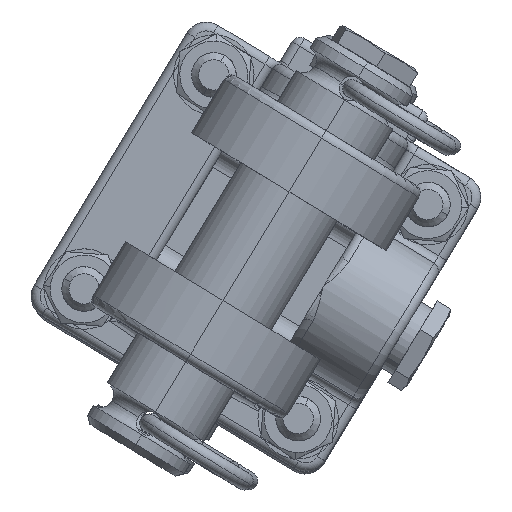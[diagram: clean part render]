
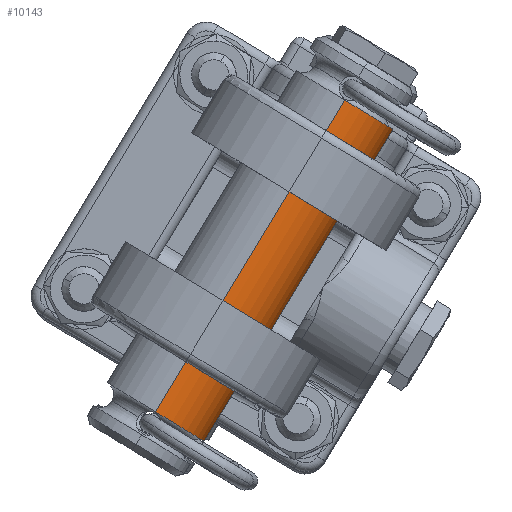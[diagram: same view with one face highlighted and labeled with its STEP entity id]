
A CAD part, top view. The second image highlights one B-rep face of the part: STEP entity #10143.
In plain terms, the highlighted cylindrical face has radius 12.65 mm (diameter 25.3 mm), a partial arc.
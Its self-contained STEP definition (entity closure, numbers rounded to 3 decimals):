
#804 = EDGE_CURVE ( 'NONE', #18678, #4079, #7423, .T. ) ;
#2062 = EDGE_CURVE ( 'NONE', #13329, #4079, #5109, .T. ) ;
#2615 = CARTESIAN_POINT ( 'NONE',  ( 91.6, -12.65, 0. ) ) ;
#2657 = ORIENTED_EDGE ( 'NONE', *, *, #2062, .T. ) ;
#3157 = CARTESIAN_POINT ( 'NONE',  ( 10., 0., 0. ) ) ;
#3255 = CARTESIAN_POINT ( 'NONE',  ( 10., 0., 0. ) ) ;
#3435 = VECTOR ( 'NONE', #18690, 1000. ) ;
#3958 = LINE ( 'NONE', #12293, #3435 ) ;
#4079 = VERTEX_POINT ( 'NONE', #2615 ) ;
#4345 = EDGE_CURVE ( 'NONE', #4765, #13329, #10446, .T. ) ;
#4765 = VERTEX_POINT ( 'NONE', #20378 ) ;
#4828 = CARTESIAN_POINT ( 'NONE',  ( 10., -12.65, 0. ) ) ;
#5109 = LINE ( 'NONE', #12228, #11951 ) ;
#7423 = CIRCLE ( 'NONE', #12500, 12.65 ) ;
#7592 = DIRECTION ( 'NONE',  ( 1., 0., 0. ) ) ;
#10143 = ADVANCED_FACE ( 'NONE', ( #16601 ), #20696, .T. ) ;
#10446 = CIRCLE ( 'NONE', #11590, 12.65 ) ;
#11101 = ORIENTED_EDGE ( 'NONE', *, *, #20723, .F. ) ;
#11590 = AXIS2_PLACEMENT_3D ( 'NONE', #3255, #14680, #19605 ) ;
#11951 = VECTOR ( 'NONE', #16971, 1000. ) ;
#12198 = DIRECTION ( 'NONE',  ( 0., 1., 0. ) ) ;
#12228 = CARTESIAN_POINT ( 'NONE',  ( 10., -12.65, 0. ) ) ;
#12293 = CARTESIAN_POINT ( 'NONE',  ( 10., 12.65, 0. ) ) ;
#12500 = AXIS2_PLACEMENT_3D ( 'NONE', #20435, #7592, #12198 ) ;
#13329 = VERTEX_POINT ( 'NONE', #4828 ) ;
#14680 = DIRECTION ( 'NONE',  ( 1., 0., 0. ) ) ;
#16601 = FACE_OUTER_BOUND ( 'NONE', #19697, .T. ) ;
#16971 = DIRECTION ( 'NONE',  ( 1., 0., 0. ) ) ;
#17372 = CARTESIAN_POINT ( 'NONE',  ( 91.6, 12.65, 0. ) ) ;
#17406 = AXIS2_PLACEMENT_3D ( 'NONE', #3157, #21064, #17578 ) ;
#17578 = DIRECTION ( 'NONE',  ( 0., 1., 0. ) ) ;
#17716 = ORIENTED_EDGE ( 'NONE', *, *, #804, .F. ) ;
#18349 = ORIENTED_EDGE ( 'NONE', *, *, #4345, .T. ) ;
#18678 = VERTEX_POINT ( 'NONE', #17372 ) ;
#18690 = DIRECTION ( 'NONE',  ( 1., 0., 0. ) ) ;
#19605 = DIRECTION ( 'NONE',  ( 0., 1., 0. ) ) ;
#19697 = EDGE_LOOP ( 'NONE', ( #18349, #2657, #17716, #11101 ) ) ;
#20378 = CARTESIAN_POINT ( 'NONE',  ( 10., 12.65, 0. ) ) ;
#20435 = CARTESIAN_POINT ( 'NONE',  ( 91.6, 0., 0. ) ) ;
#20696 = CYLINDRICAL_SURFACE ( 'NONE', #17406, 12.65 ) ;
#20723 = EDGE_CURVE ( 'NONE', #4765, #18678, #3958, .T. ) ;
#21064 = DIRECTION ( 'NONE',  ( 1., 0., 0. ) ) ;
